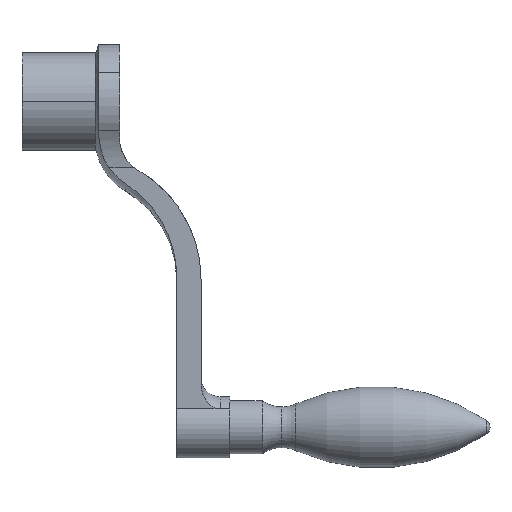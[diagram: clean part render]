
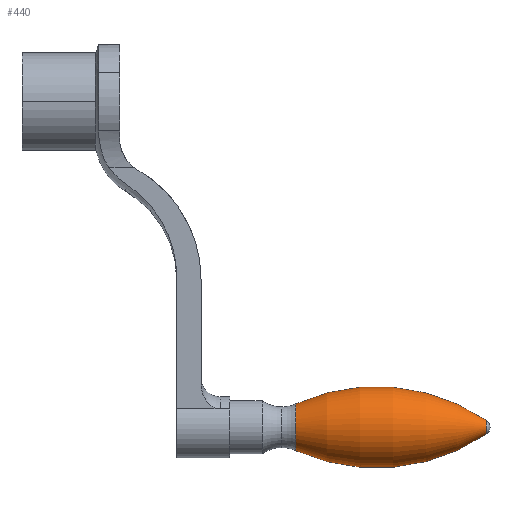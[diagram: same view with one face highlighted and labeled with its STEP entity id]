
A CAD part, left-side view. The second image highlights one B-rep face of the part: STEP entity #440.
In plain terms, the highlighted toroidal (fillet/blend) face has major radius 38.033 mm and minor radius 48.033 mm.
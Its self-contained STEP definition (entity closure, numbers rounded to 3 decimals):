
#274=EDGE_CURVE('',#630,#526,#709,.T.);
#286=EDGE_CURVE('',#436,#526,#721,.T.);
#374=EDGE_CURVE('',#596,#630,#819,.T.);
#436=VERTEX_POINT('',#891);
#440=ADVANCED_FACE('',(#895),#896,.T.);
#526=VERTEX_POINT('',#985);
#574=EDGE_CURVE('',#436,#596,#1041,.T.);
#596=VERTEX_POINT('',#1065);
#630=VERTEX_POINT('',#1101);
#709=CIRCLE('',#1244,48.033);
#721=CIRCLE('',#1261,5.752);
#819=CIRCLE('',#1405,1.652);
#891=CARTESIAN_POINT('',(0.,-67.318,-85.752));
#895=FACE_OUTER_BOUND('',#1526,.T.);
#896=TOROIDAL_SURFACE('',#1527,-38.033,48.033);
#985=CARTESIAN_POINT('',(0.,-67.318,-74.248));
#1041=CIRCLE('',#1756,48.033);
#1065=CARTESIAN_POINT('',(0.,-114.128,-81.652));
#1101=CARTESIAN_POINT('',(0.,-114.128,-78.348));
#1244=AXIS2_PLACEMENT_3D('',#1926,#1927,#1928);
#1261=AXIS2_PLACEMENT_3D('',#1936,#1937,#1938);
#1405=AXIS2_PLACEMENT_3D('',#2071,#2072,#2073);
#1526=EDGE_LOOP('',(#2167,#2168,#2169,#2170));
#1527=AXIS2_PLACEMENT_3D('',#2171,#2172,#2173);
#1756=AXIS2_PLACEMENT_3D('',#2324,#2325,#2326);
#1926=CARTESIAN_POINT('',(0.,-87.068,-118.033));
#1927=DIRECTION('',(-1.0,-0.0,0.));
#1928=DIRECTION('',(0.,0.0,1.0));
#1936=CARTESIAN_POINT('',(0.0,-67.318,-80.0));
#1937=DIRECTION('',(0.0,1.0,0.0));
#1938=DIRECTION('',(0.,0.0,-1.0));
#2071=CARTESIAN_POINT('',(0.0,-114.128,-80.0));
#2072=DIRECTION('',(0.0,1.0,0.0));
#2073=DIRECTION('',(0.,0.0,-1.0));
#2167=ORIENTED_EDGE('',*,*,#274,.T.);
#2168=ORIENTED_EDGE('',*,*,#286,.F.);
#2169=ORIENTED_EDGE('',*,*,#574,.T.);
#2170=ORIENTED_EDGE('',*,*,#374,.T.);
#2171=CARTESIAN_POINT('',(0.0,-87.068,-80.0));
#2172=DIRECTION('',(-0.0,1.0,0.0));
#2173=DIRECTION('',(0.,0.0,1.0));
#2324=CARTESIAN_POINT('',(0.,-87.068,-41.967));
#2325=DIRECTION('',(-1.0,-0.0,0.));
#2326=DIRECTION('',(0.,0.0,-1.0));
